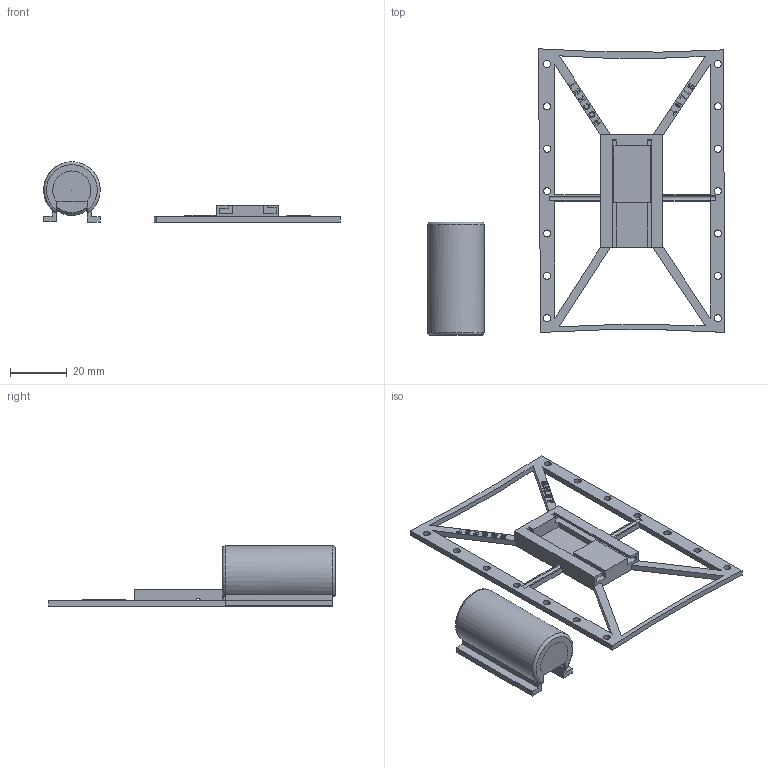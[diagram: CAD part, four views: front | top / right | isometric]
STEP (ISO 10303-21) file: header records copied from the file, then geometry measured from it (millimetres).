
FILE_DESCRIPTION(/* description */ (''),/* implementation_level */ '2;1');
FILE_NAME(/* name */ '7334f7bd-b7fd-43fe-8b0e-cd20bef1f8bf.stp',/* time_stamp */ '2025-11-09T01:44:14Z',/* author */ (''),/* organization */ (''),/* preprocessor_version */ 'ST-DEVELOPER v20.1',/* originating_system */ 'Autodesk Translation Framework v14.21.0.0',/* authorisation */ '');
FILE_SCHEMA (('AUTOMOTIVE_DESIGN { 1 0 10303 214 3 1 1 }'));
Length unit declared in the file: millimetre
Products named in the file (3): Removeable Cap; Base; Removable Lid
Assembly tree (2 placements, depth 2):
  Removeable Cap
    Base
    Removable Lid
Bounding box: 105.02 x 101.39 x 21.37 mm (x, y, z)
Volume: 9766.9 mm3; surface area: 14798.6 mm2
Topology: 2 solids, 2 shells, 327 faces, 934 edges, 619 vertices
Faces by surface type: plane 185, bspline 106, cylinder 25, torus 6, cone 5
Full cylindrical faces by diameter (mm): 1.5 x2, 2.5 x14
Entity records: 11711 total; most frequent: CARTESIAN_POINT 3754, ORIENTED_EDGE 1856, DIRECTION 1222, EDGE_CURVE 928, LINE 628, VECTOR 628, VERTEX_POINT 617, EDGE_LOOP 379
